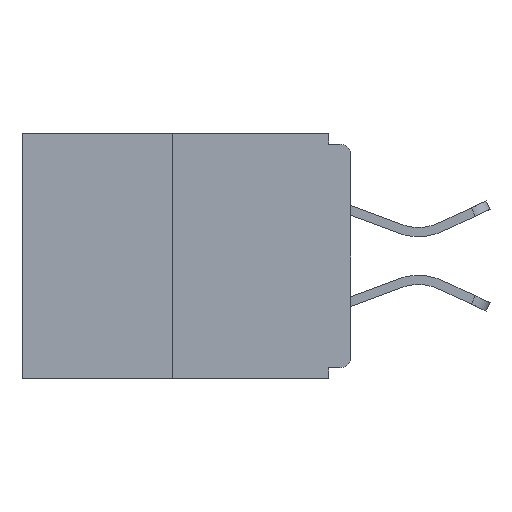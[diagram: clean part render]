
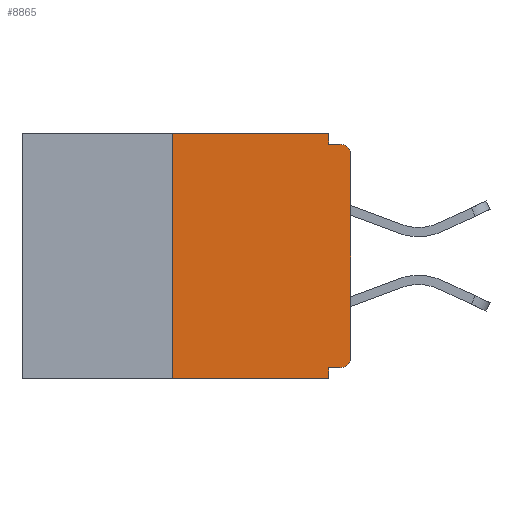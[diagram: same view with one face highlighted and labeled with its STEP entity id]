
A CAD part, left-side view. The second image highlights one B-rep face of the part: STEP entity #8865.
In plain terms, the highlighted planar face has unit normal (-1, 0, 0).
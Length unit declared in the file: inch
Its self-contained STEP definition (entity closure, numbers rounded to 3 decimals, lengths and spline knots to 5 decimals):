
#584 = LINE ( 'NONE', #954, #7446 ) ;
#589 = VERTEX_POINT ( 'NONE', #2498 ) ;
#863 = LINE ( 'NONE', #19317, #15386 ) ;
#950 = CARTESIAN_POINT ( 'NONE',  ( 0., 0.031, 0. ) ) ;
#954 = CARTESIAN_POINT ( 'NONE',  ( 0., 0.25, 0. ) ) ;
#1115 = AXIS2_PLACEMENT_3D ( 'NONE', #7702, #3585, #18391 ) ;
#1816 = CARTESIAN_POINT ( 'NONE',  ( 0., 0.015, -0.313 ) ) ;
#1932 = LINE ( 'NONE', #9224, #7621 ) ;
#2112 = DIRECTION ( 'NONE',  ( 0., 0., -1. ) ) ;
#2162 = VERTEX_POINT ( 'NONE', #21998 ) ;
#2165 = CARTESIAN_POINT ( 'NONE',  ( 0., 0.25, -0.343 ) ) ;
#2498 = CARTESIAN_POINT ( 'NONE',  ( 0., 0.015, -0.328 ) ) ;
#2826 = ORIENTED_EDGE ( 'NONE', *, *, #6580, .F. ) ;
#3117 = LINE ( 'NONE', #14640, #20020 ) ;
#3180 = AXIS2_PLACEMENT_3D ( 'NONE', #22686, #4424, #13540 ) ;
#3585 = DIRECTION ( 'NONE',  ( -1., 0., 0. ) ) ;
#3740 = ORIENTED_EDGE ( 'NONE', *, *, #19499, .F. ) ;
#4047 = LINE ( 'NONE', #11448, #16950 ) ;
#4142 = EDGE_LOOP ( 'NONE', ( #19020, #3740, #19241, #8312, #2826, #16197, #21661, #7691, #16955, #8968 ) ) ;
#4359 = CARTESIAN_POINT ( 'NONE',  ( 0., 0.25, 0. ) ) ;
#4424 = DIRECTION ( 'NONE',  ( 1., 0., 0. ) ) ;
#4426 = VERTEX_POINT ( 'NONE', #6592 ) ;
#5385 = EDGE_CURVE ( 'NONE', #18278, #14106, #4047, .T. ) ;
#6146 = CIRCLE ( 'NONE', #1115, 0.015 ) ;
#6580 = EDGE_CURVE ( 'NONE', #589, #4426, #863, .T. ) ;
#6592 = CARTESIAN_POINT ( 'NONE',  ( 0., 0.031, -0.328 ) ) ;
#6714 = EDGE_CURVE ( 'NONE', #589, #2162, #11504, .T. ) ;
#6780 = EDGE_CURVE ( 'NONE', #14106, #18586, #16389, .T. ) ;
#6885 = VERTEX_POINT ( 'NONE', #2165 ) ;
#6969 = CARTESIAN_POINT ( 'NONE',  ( 0., 0.031, -0.015 ) ) ;
#7273 = DIRECTION ( 'NONE',  ( -1., 0., 0. ) ) ;
#7446 = VECTOR ( 'NONE', #11992, 39.37008 ) ;
#7621 = VECTOR ( 'NONE', #12872, 39.37008 ) ;
#7691 = ORIENTED_EDGE ( 'NONE', *, *, #18559, .T. ) ;
#7702 = CARTESIAN_POINT ( 'NONE',  ( 0., 0.015, -0.03 ) ) ;
#8223 = CARTESIAN_POINT ( 'NONE',  ( 0., 0.031, -0.343 ) ) ;
#8312 = ORIENTED_EDGE ( 'NONE', *, *, #10860, .F. ) ;
#8406 = AXIS2_PLACEMENT_3D ( 'NONE', #1816, #7273, #16729 ) ;
#8718 = DIRECTION ( 'NONE',  ( 0., 1., 0. ) ) ;
#8865 = ADVANCED_FACE ( 'NONE', ( #16934 ), #18994, .F. ) ;
#8968 = ORIENTED_EDGE ( 'NONE', *, *, #5385, .F. ) ;
#9224 = CARTESIAN_POINT ( 'NONE',  ( 0., 0., 0. ) ) ;
#9756 = EDGE_CURVE ( 'NONE', #6885, #18270, #20656, .T. ) ;
#10187 = EDGE_CURVE ( 'NONE', #23054, #18278, #12780, .T. ) ;
#10860 = EDGE_CURVE ( 'NONE', #4426, #18270, #3117, .T. ) ;
#10987 = DIRECTION ( 'NONE',  ( 0., 0., -1. ) ) ;
#11448 = CARTESIAN_POINT ( 'NONE',  ( 0., 0.031, 0. ) ) ;
#11504 = CIRCLE ( 'NONE', #8406, 0.015 ) ;
#11832 = EDGE_CURVE ( 'NONE', #2162, #15814, #1932, .T. ) ;
#11992 = DIRECTION ( 'NONE',  ( 0., 0., 1. ) ) ;
#12780 = LINE ( 'NONE', #12899, #21878 ) ;
#12872 = DIRECTION ( 'NONE',  ( 0., 0., 1. ) ) ;
#12899 = CARTESIAN_POINT ( 'NONE',  ( 0., 0.46, 0. ) ) ;
#13540 = DIRECTION ( 'NONE',  ( 0., 0., -1. ) ) ;
#14076 = VECTOR ( 'NONE', #15296, 39.37008 ) ;
#14106 = VERTEX_POINT ( 'NONE', #6969 ) ;
#14118 = CARTESIAN_POINT ( 'NONE',  ( 0., 0., -0.03 ) ) ;
#14640 = CARTESIAN_POINT ( 'NONE',  ( 0., 0.031, -0.343 ) ) ;
#15296 = DIRECTION ( 'NONE',  ( 0., -1., 0. ) ) ;
#15386 = VECTOR ( 'NONE', #8718, 39.37008 ) ;
#15814 = VERTEX_POINT ( 'NONE', #14118 ) ;
#16197 = ORIENTED_EDGE ( 'NONE', *, *, #6714, .T. ) ;
#16271 = CARTESIAN_POINT ( 'NONE',  ( 0., 0., -0.015 ) ) ;
#16389 = LINE ( 'NONE', #16271, #22012 ) ;
#16729 = DIRECTION ( 'NONE',  ( 0., 0., -1. ) ) ;
#16861 = CARTESIAN_POINT ( 'NONE',  ( 0., 0.46, -0.343 ) ) ;
#16884 = DIRECTION ( 'NONE',  ( 0., -1., 0. ) ) ;
#16934 = FACE_OUTER_BOUND ( 'NONE', #4142, .T. ) ;
#16950 = VECTOR ( 'NONE', #2112, 39.37008 ) ;
#16955 = ORIENTED_EDGE ( 'NONE', *, *, #6780, .F. ) ;
#18270 = VERTEX_POINT ( 'NONE', #8223 ) ;
#18278 = VERTEX_POINT ( 'NONE', #950 ) ;
#18391 = DIRECTION ( 'NONE',  ( 0., 0., -1. ) ) ;
#18559 = EDGE_CURVE ( 'NONE', #15814, #18586, #6146, .T. ) ;
#18586 = VERTEX_POINT ( 'NONE', #18634 ) ;
#18634 = CARTESIAN_POINT ( 'NONE',  ( 0., 0.015, -0.015 ) ) ;
#18994 = PLANE ( 'NONE',  #3180 ) ;
#19020 = ORIENTED_EDGE ( 'NONE', *, *, #10187, .F. ) ;
#19241 = ORIENTED_EDGE ( 'NONE', *, *, #9756, .T. ) ;
#19317 = CARTESIAN_POINT ( 'NONE',  ( 0., 0., -0.328 ) ) ;
#19499 = EDGE_CURVE ( 'NONE', #6885, #23054, #584, .T. ) ;
#20020 = VECTOR ( 'NONE', #10987, 39.37008 ) ;
#20656 = LINE ( 'NONE', #16861, #14076 ) ;
#21661 = ORIENTED_EDGE ( 'NONE', *, *, #11832, .T. ) ;
#21878 = VECTOR ( 'NONE', #16884, 39.37008 ) ;
#21998 = CARTESIAN_POINT ( 'NONE',  ( 0., 0., -0.313 ) ) ;
#22012 = VECTOR ( 'NONE', #23831, 39.37008 ) ;
#22686 = CARTESIAN_POINT ( 'NONE',  ( 0., 0.46, 0. ) ) ;
#23054 = VERTEX_POINT ( 'NONE', #4359 ) ;
#23831 = DIRECTION ( 'NONE',  ( 0., -1., 0. ) ) ;
